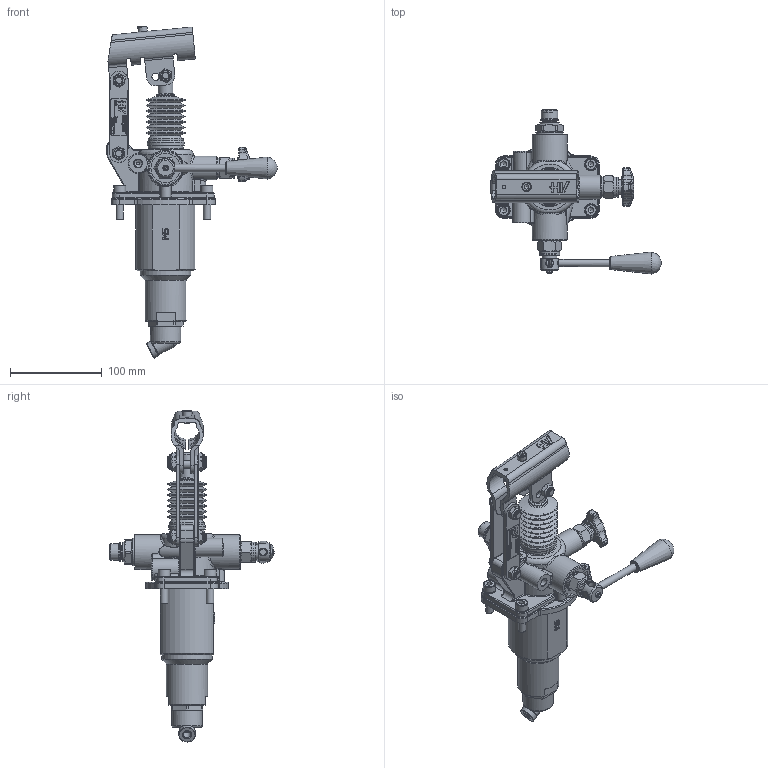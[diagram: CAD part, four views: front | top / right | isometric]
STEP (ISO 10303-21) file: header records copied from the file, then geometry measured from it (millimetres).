
FILE_DESCRIPTION((''),'2;1');
FILE_NAME('6071.0129.00.50_STEP.stp','2019-08-29T10:06:45',('Administrator'),(''),'Autodesk Inventor 2013','Autodesk Inventor 2013','');
FILE_SCHEMA(('CONFIG_CONTROL_DESIGN'));
Length unit declared in the file: millimetre
Products named in the file (1): 6071.0129.00
Bounding box: 185.42 x 178.69 x 361.55 mm (x, y, z)
Volume: 9014 mm3; surface area: 205073.1 mm2
Topology: 24 solids, 25 shells, 1711 faces, 4260 edges, 2665 vertices
Faces by surface type: plane 723, cylinder 413, bspline 246, torus 157, cone 152, sphere 20
Full cylindrical faces by diameter (mm): 3 x2, 4 x2, 4.917 x1, 5 x2, 6 x2, 7.5 x1, 8 x30, 8.5 x4, 8.566 x1, 9 x1, 10 x2, 11.05 x6, 12 x4, 13 x4, 14 x5, 15 x1, 16 x5, 16.6 x1, 18 x3, 18.5 x5, 20 x4, 20.4 x1, 21 x2, 21.8 x4, 22 x1, 23 x2, 25 x1, 26 x1, 27.958 x1, 28.125 x2
Entity records: 54127 total; most frequent: CARTESIAN_POINT 14941, ORIENTED_EDGE 7688, DIRECTION 7180, EDGE_CURVE 3844, AXIS2_PLACEMENT_3D 2633, VERTEX_POINT 2548, EDGE_LOOP 2164, VECTOR 1914
